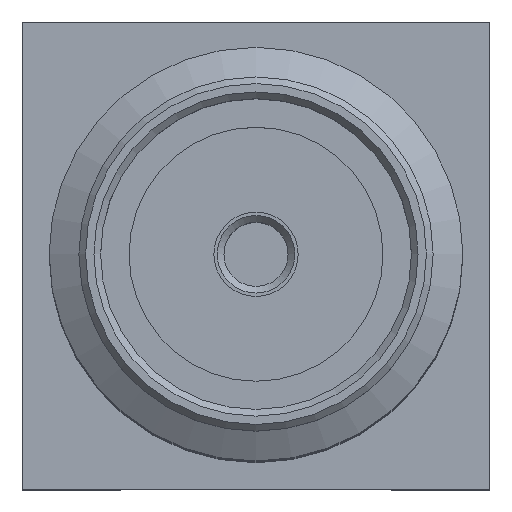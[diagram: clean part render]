
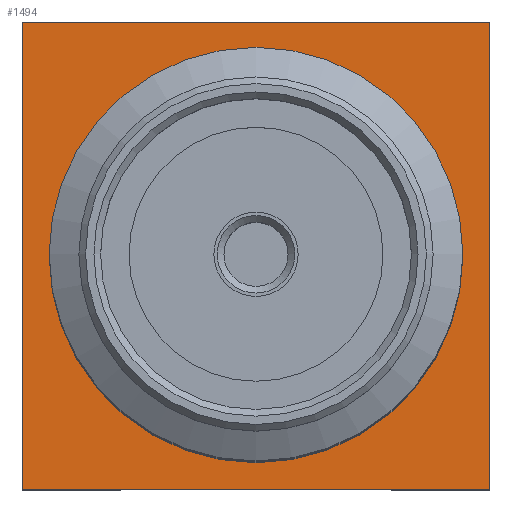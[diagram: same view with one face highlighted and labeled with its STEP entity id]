
A CAD part, top view. The second image highlights one B-rep face of the part: STEP entity #1494.
In plain terms, the highlighted planar face has unit normal (0, 0, 1).
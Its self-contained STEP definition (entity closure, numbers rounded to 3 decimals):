
#34=DIRECTION('',(0.,0.,-1.));
#35=DIRECTION('',(1.,0.,0.));
#1482=VERTEX_POINT('',#1483);
#1483=CARTESIAN_POINT('',(3.095,0.,1.58));
#1487=ORIENTED_EDGE('',*,*,#1488,.F.);
#1488=EDGE_CURVE('',#1482,#1482,#1489,.T.);
#1489=CIRCLE('',#1490,3.095);
#1490=AXIS2_PLACEMENT_3D('',#1491,#34,#35);
#1491=CARTESIAN_POINT('',(0.,0.,1.58));
#1494=ADVANCED_FACE('',(#1495,#1524),#1526,.F.);
#1495=FACE_BOUND('',#1496,.F.);
#1496=EDGE_LOOP('',(#1497,#1505,#1512,#1519));
#1497=ORIENTED_EDGE('',*,*,#1498,.T.);
#1498=EDGE_CURVE('',#1499,#1501,#1503,.T.);
#1499=VERTEX_POINT('',#1500);
#1500=CARTESIAN_POINT('',(-3.5,3.5,1.58));
#1501=VERTEX_POINT('',#1502);
#1502=CARTESIAN_POINT('',(3.5,3.5,1.58));
#1503=LINE('',#1500,#1504);
#1504=VECTOR('',#35,1.);
#1505=ORIENTED_EDGE('',*,*,#1506,.T.);
#1506=EDGE_CURVE('',#1501,#1507,#1509,.T.);
#1507=VERTEX_POINT('',#1508);
#1508=CARTESIAN_POINT('',(3.5,-3.5,1.58));
#1509=LINE('',#1502,#1510);
#1510=VECTOR('',#1511,1.);
#1511=DIRECTION('',(0.,-1.,0.));
#1512=ORIENTED_EDGE('',*,*,#1513,.T.);
#1513=EDGE_CURVE('',#1507,#1514,#1516,.T.);
#1514=VERTEX_POINT('',#1515);
#1515=CARTESIAN_POINT('',(-3.5,-3.5,1.58));
#1516=LINE('',#1508,#1517);
#1517=VECTOR('',#1518,1.);
#1518=DIRECTION('',(-1.,0.,0.));
#1519=ORIENTED_EDGE('',*,*,#1520,.T.);
#1520=EDGE_CURVE('',#1514,#1499,#1521,.T.);
#1521=LINE('',#1515,#1522);
#1522=VECTOR('',#1523,1.);
#1523=DIRECTION('',(0.,1.,0.));
#1524=FACE_BOUND('',#1525,.F.);
#1525=EDGE_LOOP('',(#1487));
#1526=PLANE('',#1527);
#1527=AXIS2_PLACEMENT_3D('',#1528,#1529,#1518);
#1528=CARTESIAN_POINT('',(0.,0.,1.58));
#1529=DIRECTION('',(-0.,-0.,-1.));
